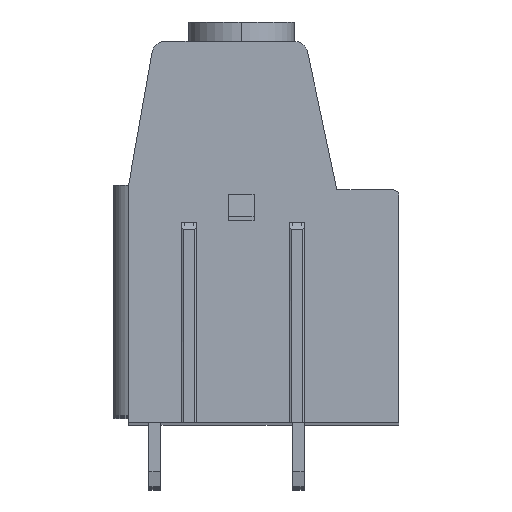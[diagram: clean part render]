
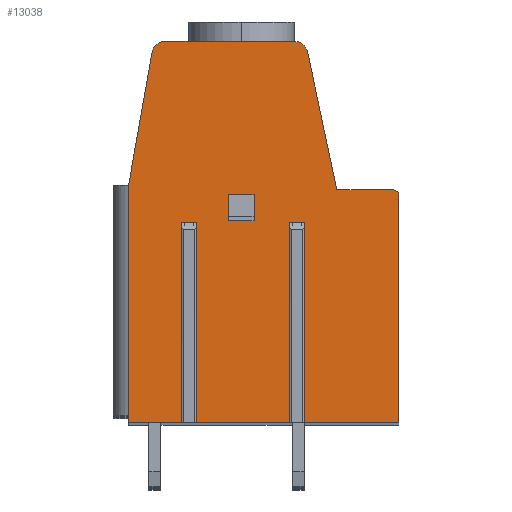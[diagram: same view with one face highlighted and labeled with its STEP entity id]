
A CAD part, top view. The second image highlights one B-rep face of the part: STEP entity #13038.
In plain terms, the highlighted planar face has unit normal (0, 0, 1).
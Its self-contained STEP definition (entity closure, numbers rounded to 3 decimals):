
#3164=DIRECTION('',(0.,1.,0.));
#3165=VECTOR('',#3164,2.);
#3166=CARTESIAN_POINT('',(-0.75,0.85,5.08));
#3167=LINE('',#3166,#3165);
#3168=DIRECTION('',(1.,0.,0.));
#3169=VECTOR('',#3168,2.);
#3170=CARTESIAN_POINT('',(-2.75,2.85,5.08));
#3171=LINE('',#3170,#3169);
#3172=DIRECTION('',(0.,1.,0.));
#3173=VECTOR('',#3172,2.);
#3174=CARTESIAN_POINT('',(-2.75,0.85,5.08));
#3175=LINE('',#3174,#3173);
#3176=DIRECTION('',(1.,0.,0.));
#3177=VECTOR('',#3176,2.);
#3178=CARTESIAN_POINT('',(-2.75,0.85,5.08));
#3179=LINE('',#3178,#3177);
#3180=CARTESIAN_POINT('',(2.386,13.65,5.08));
#3181=DIRECTION('',(0.,0.,1.));
#3182=DIRECTION('',(0.978,0.208,0.));
#3183=AXIS2_PLACEMENT_3D('',#3180,#3181,#3182);
#3185=DIRECTION('',(-0.208,0.978,0.));
#3186=VECTOR('',#3185,10.845);
#3187=CARTESIAN_POINT('',(5.619,3.25,5.08));
#3188=LINE('',#3187,#3186);
#3189=DIRECTION('',(-1.,0.,0.));
#3190=VECTOR('',#3189,4.281);
#3191=CARTESIAN_POINT('',(9.9,3.25,5.08));
#3192=LINE('',#3191,#3190);
#3193=CARTESIAN_POINT('',(9.9,2.75,5.08));
#3194=DIRECTION('',(0.,0.,1.));
#3195=DIRECTION('',(1.,0.,0.));
#3196=AXIS2_PLACEMENT_3D('',#3193,#3194,#3195);
#3198=DIRECTION('',(0.,1.,0.));
#3199=VECTOR('',#3198,17.4);
#3200=CARTESIAN_POINT('',(10.4,-14.65,5.08));
#3201=LINE('',#3200,#3199);
#3202=DIRECTION('',(1.,0.,0.));
#3203=VECTOR('',#3202,7.525);
#3204=CARTESIAN_POINT('',(2.875,-14.65,5.08));
#3205=LINE('',#3204,#3203);
#3206=DIRECTION('',(0.,1.,0.));
#3207=VECTOR('',#3206,15.4);
#3208=CARTESIAN_POINT('',(2.875,-14.65,5.08));
#3209=LINE('',#3208,#3207);
#3210=DIRECTION('',(1.,0.,0.));
#3211=VECTOR('',#3210,0.65);
#3212=CARTESIAN_POINT('',(2.225,0.75,5.08));
#3213=LINE('',#3212,#3211);
#3214=DIRECTION('',(0.,1.,0.));
#3215=VECTOR('',#3214,15.4);
#3216=CARTESIAN_POINT('',(2.225,-14.65,5.08));
#3217=LINE('',#3216,#3215);
#3218=DIRECTION('',(1.,0.,0.));
#3219=VECTOR('',#3218,7.65);
#3220=CARTESIAN_POINT('',(-5.425,-14.65,5.08));
#3221=LINE('',#3220,#3219);
#3222=DIRECTION('',(0.,1.,0.));
#3223=VECTOR('',#3222,15.4);
#3224=CARTESIAN_POINT('',(-5.425,-14.65,5.08));
#3225=LINE('',#3224,#3223);
#3226=DIRECTION('',(1.,0.,0.));
#3227=VECTOR('',#3226,0.65);
#3228=CARTESIAN_POINT('',(-6.075,0.75,5.08));
#3229=LINE('',#3228,#3227);
#3230=DIRECTION('',(0.,1.,0.));
#3231=VECTOR('',#3230,15.4);
#3232=CARTESIAN_POINT('',(-6.075,-14.65,5.08));
#3233=LINE('',#3232,#3231);
#3234=DIRECTION('',(1.,0.,0.));
#3235=VECTOR('',#3234,4.325);
#3236=CARTESIAN_POINT('',(-10.4,-14.65,5.08));
#3237=LINE('',#3236,#3235);
#3238=DIRECTION('',(0.,-1.,0.));
#3239=VECTOR('',#3238,18.25);
#3240=CARTESIAN_POINT('',(-10.4,3.6,5.08));
#3241=LINE('',#3240,#3239);
#3242=DIRECTION('',(-0.174,-0.985,0.));
#3243=VECTOR('',#3242,10.381);
#3244=CARTESIAN_POINT('',(-8.597,13.824,5.08));
#3245=LINE('',#3244,#3243);
#3246=CARTESIAN_POINT('',(-7.612,13.65,5.08));
#3247=DIRECTION('',(0.,0.,1.));
#3248=DIRECTION('',(0.,1.,0.));
#3249=AXIS2_PLACEMENT_3D('',#3246,#3247,#3248);
#3251=DIRECTION('',(-1.,0.,0.));
#3252=VECTOR('',#3251,9.998);
#3253=CARTESIAN_POINT('',(2.386,14.65,5.08));
#3254=LINE('',#3253,#3252);
#7287=CARTESIAN_POINT('',(-10.4,3.6,5.08));
#7288=CARTESIAN_POINT('',(-10.4,-14.65,5.08));
#7289=VERTEX_POINT('',#7287);
#7290=VERTEX_POINT('',#7288);
#7292=CARTESIAN_POINT('',(10.4,-14.65,5.08));
#7294=VERTEX_POINT('',#7292);
#7296=CARTESIAN_POINT('',(5.619,3.25,5.08));
#7298=VERTEX_POINT('',#7296);
#7339=CARTESIAN_POINT('',(-6.075,-14.65,5.08));
#7340=VERTEX_POINT('',#7339);
#7341=CARTESIAN_POINT('',(-5.425,-14.65,5.08));
#7342=CARTESIAN_POINT('',(2.225,-14.65,5.08));
#7343=VERTEX_POINT('',#7341);
#7344=VERTEX_POINT('',#7342);
#7345=CARTESIAN_POINT('',(2.875,-14.65,5.08));
#7346=VERTEX_POINT('',#7345);
#7347=CARTESIAN_POINT('',(-6.075,0.75,5.08));
#7348=CARTESIAN_POINT('',(-5.425,0.75,5.08));
#7349=VERTEX_POINT('',#7347);
#7350=VERTEX_POINT('',#7348);
#7351=CARTESIAN_POINT('',(2.225,0.75,5.08));
#7352=CARTESIAN_POINT('',(2.875,0.75,5.08));
#7353=VERTEX_POINT('',#7351);
#7354=VERTEX_POINT('',#7352);
#7373=CARTESIAN_POINT('',(-0.75,0.85,5.08));
#7374=CARTESIAN_POINT('',(-0.75,2.85,5.08));
#7375=VERTEX_POINT('',#7373);
#7376=VERTEX_POINT('',#7374);
#7377=CARTESIAN_POINT('',(-2.75,0.85,5.08));
#7378=CARTESIAN_POINT('',(-2.75,2.85,5.08));
#7379=VERTEX_POINT('',#7377);
#7380=VERTEX_POINT('',#7378);
#7505=CARTESIAN_POINT('',(3.364,13.858,5.08));
#7506=VERTEX_POINT('',#7505);
#7507=CARTESIAN_POINT('',(2.386,14.65,5.08));
#7508=VERTEX_POINT('',#7507);
#7513=CARTESIAN_POINT('',(-7.612,14.65,5.08));
#7514=CARTESIAN_POINT('',(-8.597,13.824,5.08));
#7515=VERTEX_POINT('',#7513);
#7516=VERTEX_POINT('',#7514);
#7521=CARTESIAN_POINT('',(10.4,2.75,5.08));
#7522=VERTEX_POINT('',#7521);
#7523=CARTESIAN_POINT('',(9.9,3.25,5.08));
#7524=VERTEX_POINT('',#7523);
#12997=CARTESIAN_POINT('',(0.,0.,5.08));
#12998=DIRECTION('',(0.,0.,1.));
#12999=DIRECTION('',(1.,0.,0.));
#13000=AXIS2_PLACEMENT_3D('',#12997,#12998,#12999);
#13001=PLANE('',#13000);
#13002=ORIENTED_EDGE('',*,*,#9487,.F.);
#13003=ORIENTED_EDGE('',*,*,#9503,.F.);
#13004=ORIENTED_EDGE('',*,*,#9515,.F.);
#13005=ORIENTED_EDGE('',*,*,#9530,.F.);
#13006=ORIENTED_EDGE('',*,*,#9545,.F.);
#13007=ORIENTED_EDGE('',*,*,#9739,.F.);
#13009=ORIENTED_EDGE('',*,*,#13008,.T.);
#13011=ORIENTED_EDGE('',*,*,#13010,.F.);
#13013=ORIENTED_EDGE('',*,*,#13012,.F.);
#13014=ORIENTED_EDGE('',*,*,#9723,.F.);
#13016=ORIENTED_EDGE('',*,*,#13015,.T.);
#13018=ORIENTED_EDGE('',*,*,#13017,.F.);
#13020=ORIENTED_EDGE('',*,*,#13019,.F.);
#13021=ORIENTED_EDGE('',*,*,#9707,.F.);
#13022=ORIENTED_EDGE('',*,*,#10357,.F.);
#13023=ORIENTED_EDGE('',*,*,#10479,.F.);
#13024=ORIENTED_EDGE('',*,*,#10836,.F.);
#13025=ORIENTED_EDGE('',*,*,#11034,.F.);
#13026=EDGE_LOOP('',(#13002,#13003,#13004,#13005,#13006,#13007,#13009,#13011,
#13013,#13014,#13016,#13018,#13020,#13021,#13022,#13023,#13024,#13025));
#13027=FACE_OUTER_BOUND('',#13026,.F.);
#13029=ORIENTED_EDGE('',*,*,#13028,.T.);
#13031=ORIENTED_EDGE('',*,*,#13030,.F.);
#13033=ORIENTED_EDGE('',*,*,#13032,.F.);
#13035=ORIENTED_EDGE('',*,*,#13034,.T.);
#13036=EDGE_LOOP('',(#13029,#13031,#13033,#13035));
#13037=FACE_BOUND('',#13036,.F.);
#3184=CIRCLE('',#3183,1.);
#3197=CIRCLE('',#3196,0.5);
#3250=CIRCLE('',#3249,1.);
#9487=EDGE_CURVE('',#7506,#7508,#3184,.T.);
#9503=EDGE_CURVE('',#7298,#7506,#3188,.T.);
#9515=EDGE_CURVE('',#7524,#7298,#3192,.T.);
#9530=EDGE_CURVE('',#7522,#7524,#3197,.T.);
#9545=EDGE_CURVE('',#7294,#7522,#3201,.T.);
#9707=EDGE_CURVE('',#7290,#7340,#3237,.T.);
#9723=EDGE_CURVE('',#7343,#7344,#3221,.T.);
#9739=EDGE_CURVE('',#7346,#7294,#3205,.T.);
#10357=EDGE_CURVE('',#7289,#7290,#3241,.T.);
#10479=EDGE_CURVE('',#7516,#7289,#3245,.T.);
#10836=EDGE_CURVE('',#7515,#7516,#3250,.T.);
#11034=EDGE_CURVE('',#7508,#7515,#3254,.T.);
#13008=EDGE_CURVE('',#7346,#7354,#3209,.T.);
#13010=EDGE_CURVE('',#7353,#7354,#3213,.T.);
#13012=EDGE_CURVE('',#7344,#7353,#3217,.T.);
#13015=EDGE_CURVE('',#7343,#7350,#3225,.T.);
#13017=EDGE_CURVE('',#7349,#7350,#3229,.T.);
#13019=EDGE_CURVE('',#7340,#7349,#3233,.T.);
#13028=EDGE_CURVE('',#7375,#7376,#3167,.T.);
#13030=EDGE_CURVE('',#7380,#7376,#3171,.T.);
#13032=EDGE_CURVE('',#7379,#7380,#3175,.T.);
#13034=EDGE_CURVE('',#7379,#7375,#3179,.T.);
#13038=ADVANCED_FACE('',(#13027,#13037),#13001,.T.);
